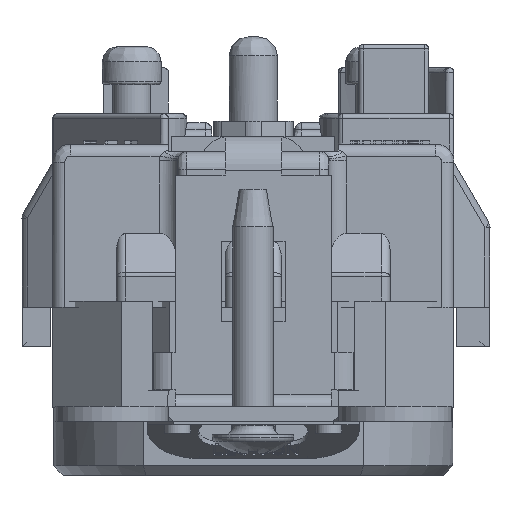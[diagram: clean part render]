
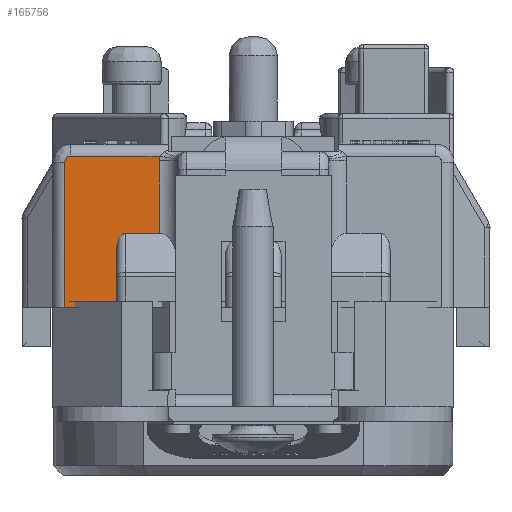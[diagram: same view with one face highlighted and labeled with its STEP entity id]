
A CAD part, front view. The second image highlights one B-rep face of the part: STEP entity #165756.
In plain terms, the highlighted planar face has unit normal (0, -1, 0).
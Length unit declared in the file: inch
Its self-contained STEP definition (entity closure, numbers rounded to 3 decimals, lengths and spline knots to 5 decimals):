
#4409 = DIRECTION ( 'NONE',  ( 0., 0., 1. ) ) ;
#5675 = VECTOR ( 'NONE', #4409, 39.37008 ) ;
#6989 = CARTESIAN_POINT ( 'NONE',  ( -0.45301, -1.21348, -0.16146 ) ) ;
#7172 = VERTEX_POINT ( 'NONE', #174746 ) ;
#10618 = B_SPLINE_CURVE_WITH_KNOTS ( 'NONE', 3,
 ( #256064, #154156, #94058, #194609 ),
 .UNSPECIFIED., .F., .F.,
 ( 4, 4 ),
 ( 0., 1. ),
 .UNSPECIFIED. ) ;
#10955 = CARTESIAN_POINT ( 'NONE',  ( -0.42684, -1.21348, 0.08309 ) ) ;
#12224 = CARTESIAN_POINT ( 'NONE',  ( -0.44276, -1.21348, 0.06845 ) ) ;
#12456 = DIRECTION ( 'NONE',  ( 0., -1., 0. ) ) ;
#12668 = ORIENTED_EDGE ( 'NONE', *, *, #110628, .T. ) ;
#13732 = PLANE ( 'NONE',  #68615 ) ;
#15935 = CARTESIAN_POINT ( 'NONE',  ( -0.60401, -1.21348, 0.339 ) ) ;
#26600 = CARTESIAN_POINT ( 'NONE',  ( -0.43052, -1.21348, 0.08168 ) ) ;
#29027 = CARTESIAN_POINT ( 'NONE',  ( 0.78395, -1.21348, -0.161 ) ) ;
#32407 = CARTESIAN_POINT ( 'NONE',  ( -0.62447, -1.21348, 0.0831 ) ) ;
#40887 = EDGE_CURVE ( 'NONE', #149350, #102909, #147057, .T. ) ;
#46004 = DIRECTION ( 'NONE',  ( -1., 0., 0. ) ) ;
#46134 = CARTESIAN_POINT ( 'NONE',  ( -0.45301, -1.21348, 0.0231 ) ) ;
#48617 = CARTESIAN_POINT ( 'NONE',  ( -0.62447, -1.21348, 0.339 ) ) ;
#49388 = EDGE_CURVE ( 'NONE', #7172, #69353, #206635, .T. ) ;
#51308 = CARTESIAN_POINT ( 'NONE',  ( -0.42301, -1.21348, 0.0831 ) ) ;
#58136 = VECTOR ( 'NONE', #46004, 39.37008 ) ;
#60028 = EDGE_LOOP ( 'NONE', ( #114569, #215701, #182914, #114493, #71261, #144153, #110999, #249973, #12668 ) ) ;
#63440 = EDGE_CURVE ( 'NONE', #185712, #7172, #10618, .T. ) ;
#68334 = VECTOR ( 'NONE', #231285, 39.37008 ) ;
#68615 = AXIS2_PLACEMENT_3D ( 'NONE', #153334, #12456, #210841 ) ;
#69353 = VERTEX_POINT ( 'NONE', #203809 ) ;
#69547 = CARTESIAN_POINT ( 'NONE',  ( -0.45274, -1.21348, 0.03254 ) ) ;
#70630 = CARTESIAN_POINT ( 'NONE',  ( -0.62401, -1.21348, -0.161 ) ) ;
#71261 = ORIENTED_EDGE ( 'NONE', *, *, #49388, .T. ) ;
#72826 = CARTESIAN_POINT ( 'NONE',  ( -0.45301, -1.21348, -0.161 ) ) ;
#80177 = CARTESIAN_POINT ( 'NONE',  ( -0.42301, -1.21348, 0.0831 ) ) ;
#84552 = VECTOR ( 'NONE', #172023, 39.37008 ) ;
#91704 = CARTESIAN_POINT ( 'NONE',  ( -0.43501, -1.21348, 0.0781 ) ) ;
#94058 = CARTESIAN_POINT ( 'NONE',  ( -0.30956, -1.21348, 0.33384 ) ) ;
#100305 = VECTOR ( 'NONE', #165203, 39.37008 ) ;
#100791 = CARTESIAN_POINT ( 'NONE',  ( -0.31001, -1.21348, 0.0831 ) ) ;
#102909 = VERTEX_POINT ( 'NONE', #80177 ) ;
#105881 =( BOUNDED_CURVE ( )  B_SPLINE_CURVE ( 3, ( #125598, #227435, #152967, #15935 ),
 .UNSPECIFIED., .F., .F. ) 
 B_SPLINE_CURVE_WITH_KNOTS ( ( 4, 4 ),
 ( 0., 1. ),
 .UNSPECIFIED. ) 
 CURVE ( )  GEOMETRIC_REPRESENTATION_ITEM ( )  RATIONAL_B_SPLINE_CURVE ( ( 1., 0.805, 0.805, 1. ) ) 
 REPRESENTATION_ITEM ( '' )  );
#106060 = LINE ( 'NONE', #6989, #5675 ) ;
#110026 = CARTESIAN_POINT ( 'NONE',  ( -0.43594, -1.21348, 0.07725 ) ) ;
#110628 = EDGE_CURVE ( 'NONE', #207686, #149350, #106060, .T. ) ;
#110999 = ORIENTED_EDGE ( 'NONE', *, *, #146365, .T. ) ;
#114493 = ORIENTED_EDGE ( 'NONE', *, *, #63440, .T. ) ;
#114569 = ORIENTED_EDGE ( 'NONE', *, *, #40887, .T. ) ;
#125598 = CARTESIAN_POINT ( 'NONE',  ( -0.62401, -1.21348, 0.319 ) ) ;
#125744 = CARTESIAN_POINT ( 'NONE',  ( -0.44938, -1.21348, 0.05287 ) ) ;
#127015 = CARTESIAN_POINT ( 'NONE',  ( -0.45197, -1.21348, 0.03892 ) ) ;
#133637 = VERTEX_POINT ( 'NONE', #70630 ) ;
#144153 = ORIENTED_EDGE ( 'NONE', *, *, #203765, .F. ) ;
#144889 = EDGE_CURVE ( 'NONE', #102909, #174608, #254397, .T. ) ;
#145686 = CARTESIAN_POINT ( 'NONE',  ( -0.31001, -1.21348, -0.16146 ) ) ;
#146365 = EDGE_CURVE ( 'NONE', #195972, #133637, #234462, .T. ) ;
#147057 = B_SPLINE_CURVE_WITH_KNOTS ( 'NONE', 3,
 ( #46134, #230138, #69547, #127015, #206764, #190998, #188348, #125744, #205441, #12224, #248572, #228883, #110026, #91704, #189671, #26600, #10955, #51308 ),
 .UNSPECIFIED., .F., .F.,
 ( 4, 1, 1, 2, 2, 2, 1, 1, 2, 2, 4 ),
 ( 0., 0.125, 0.1875, 0.21875, 0.25, 0.5, 0.625, 0.6875, 0.71875, 0.75, 1. ),
 .UNSPECIFIED. ) ;
#149350 = VERTEX_POINT ( 'NONE', #233161 ) ;
#149796 = EDGE_CURVE ( 'NONE', #207686, #133637, #248418, .T. ) ;
#152967 = CARTESIAN_POINT ( 'NONE',  ( -0.61572, -1.21348, 0.339 ) ) ;
#153334 = CARTESIAN_POINT ( 'NONE',  ( -0.62447, -1.21348, -0.16146 ) ) ;
#154156 = CARTESIAN_POINT ( 'NONE',  ( -0.31, -1.21348, 0.32863 ) ) ;
#165203 = DIRECTION ( 'NONE',  ( 0., 0., 1. ) ) ;
#165756 = ADVANCED_FACE ( 'NONE', ( #230364 ), #13732, .T. ) ;
#172023 = DIRECTION ( 'NONE',  ( 1., 0., 0. ) ) ;
#174608 = VERTEX_POINT ( 'NONE', #100791 ) ;
#174746 = CARTESIAN_POINT ( 'NONE',  ( -0.30868, -1.21348, 0.339 ) ) ;
#182914 = ORIENTED_EDGE ( 'NONE', *, *, #216095, .T. ) ;
#185712 = VERTEX_POINT ( 'NONE', #222773 ) ;
#188348 = CARTESIAN_POINT ( 'NONE',  ( -0.45109, -1.21348, 0.04422 ) ) ;
#189671 = CARTESIAN_POINT ( 'NONE',  ( -0.43449, -1.21348, 0.07854 ) ) ;
#190998 = CARTESIAN_POINT ( 'NONE',  ( -0.45124, -1.21348, 0.04341 ) ) ;
#191442 = CARTESIAN_POINT ( 'NONE',  ( -0.62401, -1.21348, -0.16146 ) ) ;
#194609 = CARTESIAN_POINT ( 'NONE',  ( -0.30868, -1.21348, 0.339 ) ) ;
#195972 = VERTEX_POINT ( 'NONE', #249063 ) ;
#202116 = VECTOR ( 'NONE', #252894, 39.37008 ) ;
#203765 = EDGE_CURVE ( 'NONE', #195972, #69353, #105881, .T. ) ;
#203809 = CARTESIAN_POINT ( 'NONE',  ( -0.60401, -1.21348, 0.339 ) ) ;
#205441 = CARTESIAN_POINT ( 'NONE',  ( -0.44714, -1.21348, 0.05968 ) ) ;
#206635 = LINE ( 'NONE', #48617, #58136 ) ;
#206764 = CARTESIAN_POINT ( 'NONE',  ( -0.45155, -1.21348, 0.04162 ) ) ;
#207051 = LINE ( 'NONE', #145686, #100305 ) ;
#207686 = VERTEX_POINT ( 'NONE', #72826 ) ;
#210841 = DIRECTION ( 'NONE',  ( 0., 0., -1. ) ) ;
#215701 = ORIENTED_EDGE ( 'NONE', *, *, #144889, .T. ) ;
#216095 = EDGE_CURVE ( 'NONE', #174608, #185712, #207051, .T. ) ;
#222773 = CARTESIAN_POINT ( 'NONE',  ( -0.31001, -1.21348, 0.32339 ) ) ;
#227435 = CARTESIAN_POINT ( 'NONE',  ( -0.62401, -1.21348, 0.33072 ) ) ;
#228883 = CARTESIAN_POINT ( 'NONE',  ( -0.43732, -1.21348, 0.0759 ) ) ;
#230138 = CARTESIAN_POINT ( 'NONE',  ( -0.45301, -1.21348, 0.02692 ) ) ;
#230364 = FACE_OUTER_BOUND ( 'NONE', #60028, .T. ) ;
#231285 = DIRECTION ( 'NONE',  ( -1., 0., 0. ) ) ;
#233161 = CARTESIAN_POINT ( 'NONE',  ( -0.45301, -1.21348, 0.0231 ) ) ;
#234462 = LINE ( 'NONE', #191442, #202116 ) ;
#248418 = LINE ( 'NONE', #29027, #68334 ) ;
#248572 = CARTESIAN_POINT ( 'NONE',  ( -0.44039, -1.21348, 0.07231 ) ) ;
#249063 = CARTESIAN_POINT ( 'NONE',  ( -0.62401, -1.21348, 0.319 ) ) ;
#249973 = ORIENTED_EDGE ( 'NONE', *, *, #149796, .F. ) ;
#252894 = DIRECTION ( 'NONE',  ( 0., 0., -1. ) ) ;
#254397 = LINE ( 'NONE', #32407, #84552 ) ;
#256064 = CARTESIAN_POINT ( 'NONE',  ( -0.31001, -1.21348, 0.32339 ) ) ;
